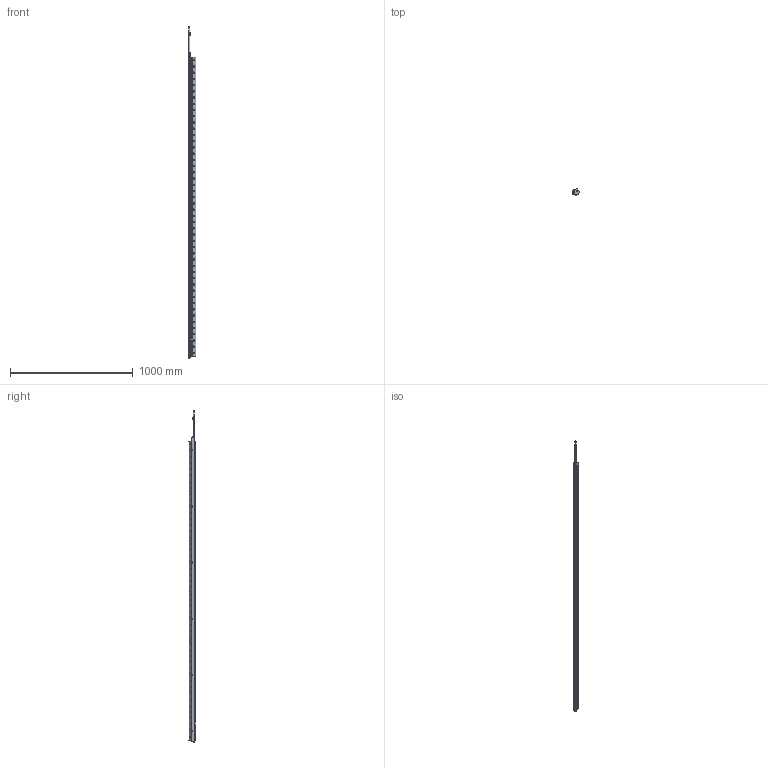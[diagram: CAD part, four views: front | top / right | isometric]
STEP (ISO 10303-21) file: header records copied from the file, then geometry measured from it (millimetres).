
FILE_DESCRIPTION(/* description */ (''),/* implementation_level */ '2;1');
FILE_NAME(/* name */ '1120108-DIM.stp',/* time_stamp */ '2022-11-30T09:14:48-05:00',/* author */ ('Nathan Yorke'),/* organization */ (''),/* preprocessor_version */ 'ST-DEVELOPER v19',/* originating_system */ 'Autodesk Inventor 2023',/* authorisation */ '');
FILE_SCHEMA (('AUTOMOTIVE_DESIGN { 1 0 10303 214 3 1 1 }'));
Length unit declared in the file: inch
Products named in the file (1): 1120108-DIM
Bounding box: 60.88 x 49.72 x 2707.73 mm (x, y, z)
Volume: 3812282.6 mm3; surface area: 699258.1 mm2
Topology: 2 solids, 2 shells, 1485 faces, 3327 edges, 2199 vertices
Faces by surface type: plane 831, cylinder 400, cone 190, torus 64
Full cylindrical faces by diameter (mm): 0.635 x192, 1.984 x2, 2.54 x1, 2.845 x2, 3.454 x1, 3.485 x1, 4.089 x6, 4.978 x1, 5.055 x1, 5.159 x42, 6.35 x1, 6.604 x1, 6.731 x1, 8.128 x2, 9.144 x1, 9.169 x6, 9.423 x1, 9.525 x2, 10.058 x1, 10.414 x2, 11.1 x53, 11.112 x10, 12.7 x48, 13.462 x1, 13.716 x1, 15.875 x2
Entity records: 42614 total; most frequent: CARTESIAN_POINT 8140, DIRECTION 6983, ORIENTED_EDGE 6516, EDGE_CURVE 3258, AXIS2_PLACEMENT_3D 2703, VERTEX_POINT 2199, EDGE_LOOP 1927, LINE 1577
